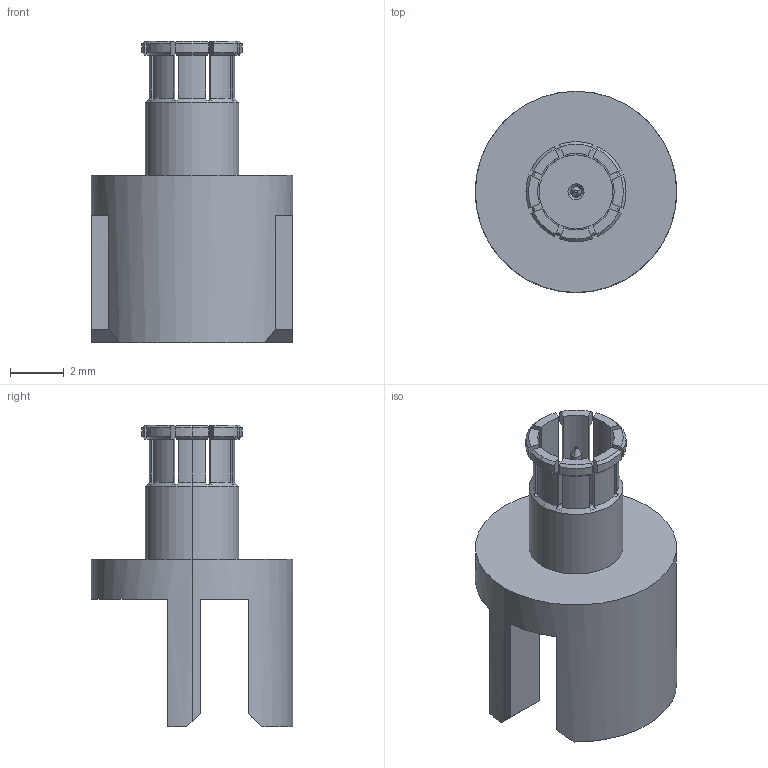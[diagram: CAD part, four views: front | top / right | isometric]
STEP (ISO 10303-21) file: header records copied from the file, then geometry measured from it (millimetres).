
FILE_DESCRIPTION (( 'STEP AP214' ), '1' );
FILE_NAME ('67-409-D126-1.6.STEP', '2024-07-30T16:10:24', ( '' ), ( '' ), 'SwSTEP 2.0', 'SolidWorks 2023', '' );
FILE_SCHEMA (( 'AUTOMOTIVE_DESIGN' ));
Length unit declared in the file: millimetre
Products named in the file (1): 67-409-D126-1.6
Bounding box: 7.5 x 7.5 x 11.25 mm (x, y, z)
Surface area: 364.4 mm2 (no closed solid volume)
Topology: 0 solids, 5 shells, 118 faces, 333 edges, 222 vertices
Faces by surface type: plane 51, cylinder 43, cone 24
Entity records: 3913 total; most frequent: CARTESIAN_POINT 848, ORIENTED_EDGE 650, DIRECTION 641, EDGE_CURVE 333, AXIS2_PLACEMENT_3D 247, VERTEX_POINT 222, VECTOR 147, LINE 147
